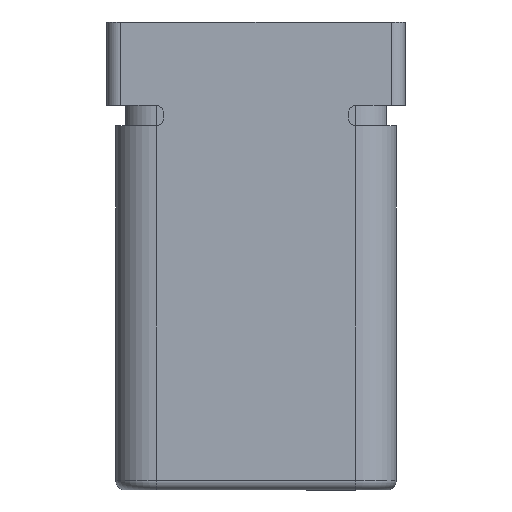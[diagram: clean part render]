
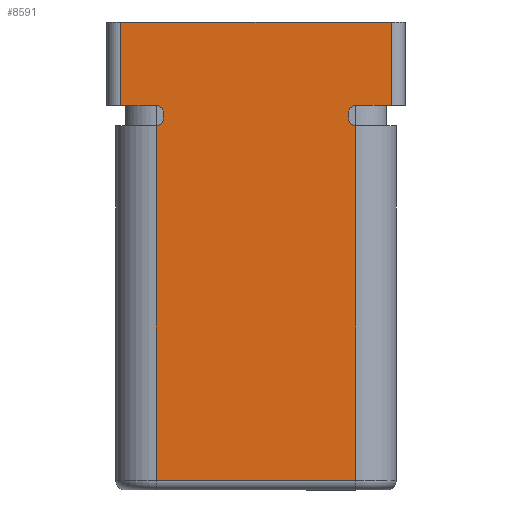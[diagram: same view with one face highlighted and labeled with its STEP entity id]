
A CAD part, top view. The second image highlights one B-rep face of the part: STEP entity #8591.
In plain terms, the highlighted planar face has unit normal (0, 0, 1).
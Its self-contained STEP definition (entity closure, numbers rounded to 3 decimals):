
#21 = LINE ( 'NONE', #4684, #4946 ) ;
#89 = AXIS2_PLACEMENT_3D ( 'NONE', #9421, #107, #10303 ) ;
#107 = DIRECTION ( 'NONE',  ( 0., 0., -1. ) ) ;
#233 = VERTEX_POINT ( 'NONE', #5775 ) ;
#242 = CARTESIAN_POINT ( 'NONE',  ( -2.925, 0., 1.2 ) ) ;
#295 = EDGE_CURVE ( 'NONE', #5705, #10360, #2657, .T. ) ;
#313 = AXIS2_PLACEMENT_3D ( 'NONE', #4012, #10474, #3078 ) ;
#323 = CARTESIAN_POINT ( 'NONE',  ( -2.725, 0., 1.2 ) ) ;
#356 = VERTEX_POINT ( 'NONE', #10846 ) ;
#386 = DIRECTION ( 'NONE',  ( 0., 1., 0. ) ) ;
#433 = EDGE_CURVE ( 'NONE', #1887, #4102, #4093, .T. ) ;
#815 = EDGE_CURVE ( 'NONE', #4392, #9917, #7281, .T. ) ;
#816 = VECTOR ( 'NONE', #2609, 1000. ) ;
#818 = DIRECTION ( 'NONE',  ( 0., -1., 0. ) ) ;
#853 = DIRECTION ( 'NONE',  ( 0., 0., -1. ) ) ;
#866 = CARTESIAN_POINT ( 'NONE',  ( 0., 0.6, 1.2 ) ) ;
#946 = CARTESIAN_POINT ( 'NONE',  ( 3.975, 0.6, 1.2 ) ) ;
#1163 = VECTOR ( 'NONE', #7297, 1000. ) ;
#1219 = LINE ( 'NONE', #2105, #6161 ) ;
#1415 = CARTESIAN_POINT ( 'NONE',  ( -2.925, -10.7, 1.2 ) ) ;
#1657 = EDGE_CURVE ( 'NONE', #11377, #356, #11923, .T. ) ;
#1675 = VERTEX_POINT ( 'NONE', #5990 ) ;
#1887 = VERTEX_POINT ( 'NONE', #2654 ) ;
#2047 = CARTESIAN_POINT ( 'NONE',  ( 3.975, 3.05, 1.2 ) ) ;
#2105 = CARTESIAN_POINT ( 'NONE',  ( 0., 0.6, 1.2 ) ) ;
#2341 = VECTOR ( 'NONE', #5165, 1000. ) ;
#2609 = DIRECTION ( 'NONE',  ( 0., 1., 0. ) ) ;
#2637 = CARTESIAN_POINT ( 'NONE',  ( -2.925, 0.6, 1.2 ) ) ;
#2654 = CARTESIAN_POINT ( 'NONE',  ( 2.725, 0.4, 1.2 ) ) ;
#2657 = CIRCLE ( 'NONE', #313, 0.2 ) ;
#3078 = DIRECTION ( 'NONE',  ( 0., 1., 0. ) ) ;
#3160 = LINE ( 'NONE', #5862, #5655 ) ;
#3255 = AXIS2_PLACEMENT_3D ( 'NONE', #6413, #853, #7329 ) ;
#3406 = ORIENTED_EDGE ( 'NONE', *, *, #4983, .T. ) ;
#3488 = ORIENTED_EDGE ( 'NONE', *, *, #6353, .T. ) ;
#3503 = CARTESIAN_POINT ( 'NONE',  ( 2.725, 0., 1.2 ) ) ;
#3597 = CARTESIAN_POINT ( 'NONE',  ( -2.925, -10.4, 1.2 ) ) ;
#3754 = LINE ( 'NONE', #10719, #8397 ) ;
#4012 = CARTESIAN_POINT ( 'NONE',  ( -2.925, 0.4, 1.2 ) ) ;
#4093 = CIRCLE ( 'NONE', #89, 0.2 ) ;
#4102 = VERTEX_POINT ( 'NONE', #9002 ) ;
#4214 = EDGE_CURVE ( 'NONE', #6079, #1887, #5752, .T. ) ;
#4392 = VERTEX_POINT ( 'NONE', #2047 ) ;
#4416 = ORIENTED_EDGE ( 'NONE', *, *, #11379, .T. ) ;
#4684 = CARTESIAN_POINT ( 'NONE',  ( 2.925, -10.7, 1.2 ) ) ;
#4707 = ORIENTED_EDGE ( 'NONE', *, *, #5354, .T. ) ;
#4711 = CARTESIAN_POINT ( 'NONE',  ( 3.975, 3.05, 1.2 ) ) ;
#4946 = VECTOR ( 'NONE', #5584, 1000. ) ;
#4983 = EDGE_CURVE ( 'NONE', #356, #1675, #21, .T. ) ;
#4987 = ORIENTED_EDGE ( 'NONE', *, *, #11229, .F. ) ;
#5000 = ORIENTED_EDGE ( 'NONE', *, *, #9423, .F. ) ;
#5031 = DIRECTION ( 'NONE',  ( 0., 0., -1. ) ) ;
#5165 = DIRECTION ( 'NONE',  ( 1., 0., 0. ) ) ;
#5335 = CARTESIAN_POINT ( 'NONE',  ( -2.725, 0.2, 1.2 ) ) ;
#5354 = EDGE_CURVE ( 'NONE', #4102, #9917, #8566, .T. ) ;
#5584 = DIRECTION ( 'NONE',  ( 0., 1., 0. ) ) ;
#5633 = CARTESIAN_POINT ( 'NONE',  ( 2.725, 0.2, 1.2 ) ) ;
#5655 = VECTOR ( 'NONE', #11393, 1000. ) ;
#5691 = CIRCLE ( 'NONE', #3255, 0.2 ) ;
#5705 = VERTEX_POINT ( 'NONE', #9078 ) ;
#5752 = LINE ( 'NONE', #3503, #816 ) ;
#5775 = CARTESIAN_POINT ( 'NONE',  ( -3.975, 3.05, 1.2 ) ) ;
#5862 = CARTESIAN_POINT ( 'NONE',  ( 0., 3.05, 1.2 ) ) ;
#5938 = DIRECTION ( 'NONE',  ( 0., -1., 0. ) ) ;
#5953 = PLANE ( 'NONE',  #8457 ) ;
#5960 = DIRECTION ( 'NONE',  ( 0., 0., 1. ) ) ;
#5990 = CARTESIAN_POINT ( 'NONE',  ( 2.925, 0., 1.2 ) ) ;
#6079 = VERTEX_POINT ( 'NONE', #5633 ) ;
#6161 = VECTOR ( 'NONE', #8597, 1000. ) ;
#6199 = EDGE_CURVE ( 'NONE', #5705, #10834, #9673, .T. ) ;
#6312 = ORIENTED_EDGE ( 'NONE', *, *, #6199, .T. ) ;
#6353 = EDGE_CURVE ( 'NONE', #233, #7197, #3754, .T. ) ;
#6413 = CARTESIAN_POINT ( 'NONE',  ( 2.925, 0.2, 1.2 ) ) ;
#6815 = ORIENTED_EDGE ( 'NONE', *, *, #815, .F. ) ;
#6818 = EDGE_CURVE ( 'NONE', #11377, #10093, #10526, .T. ) ;
#6955 = CARTESIAN_POINT ( 'NONE',  ( 2.925, -10.4, 1.2 ) ) ;
#6979 = DIRECTION ( 'NONE',  ( 0., 1., 0. ) ) ;
#7197 = VERTEX_POINT ( 'NONE', #8204 ) ;
#7281 = LINE ( 'NONE', #4711, #9713 ) ;
#7297 = DIRECTION ( 'NONE',  ( 1., 0., 0. ) ) ;
#7329 = DIRECTION ( 'NONE',  ( 0., 1., 0. ) ) ;
#7843 = CIRCLE ( 'NONE', #10544, 0.2 ) ;
#8138 = ORIENTED_EDGE ( 'NONE', *, *, #433, .T. ) ;
#8204 = CARTESIAN_POINT ( 'NONE',  ( -3.975, 0.6, 1.2 ) ) ;
#8397 = VECTOR ( 'NONE', #11656, 1000. ) ;
#8425 = ORIENTED_EDGE ( 'NONE', *, *, #10515, .F. ) ;
#8457 = AXIS2_PLACEMENT_3D ( 'NONE', #10568, #5031, #11517 ) ;
#8566 = LINE ( 'NONE', #866, #1163 ) ;
#8591 = ADVANCED_FACE ( 'NONE', ( #10790 ), #5953, .F. ) ;
#8597 = DIRECTION ( 'NONE',  ( -1., 0., 0. ) ) ;
#8895 = ORIENTED_EDGE ( 'NONE', *, *, #295, .F. ) ;
#9002 = CARTESIAN_POINT ( 'NONE',  ( 2.925, 0.6, 1.2 ) ) ;
#9035 = ORIENTED_EDGE ( 'NONE', *, *, #1657, .T. ) ;
#9078 = CARTESIAN_POINT ( 'NONE',  ( -2.725, 0.4, 1.2 ) ) ;
#9421 = CARTESIAN_POINT ( 'NONE',  ( 2.925, 0.4, 1.2 ) ) ;
#9423 = EDGE_CURVE ( 'NONE', #233, #4392, #3160, .T. ) ;
#9673 = LINE ( 'NONE', #323, #11861 ) ;
#9713 = VECTOR ( 'NONE', #818, 1000. ) ;
#9917 = VERTEX_POINT ( 'NONE', #946 ) ;
#9975 = ORIENTED_EDGE ( 'NONE', *, *, #6818, .F. ) ;
#10093 = VERTEX_POINT ( 'NONE', #242 ) ;
#10248 = VECTOR ( 'NONE', #6979, 1000. ) ;
#10303 = DIRECTION ( 'NONE',  ( 0., 1., 0. ) ) ;
#10360 = VERTEX_POINT ( 'NONE', #2637 ) ;
#10474 = DIRECTION ( 'NONE',  ( 0., 0., 1. ) ) ;
#10515 = EDGE_CURVE ( 'NONE', #10360, #7197, #1219, .T. ) ;
#10526 = LINE ( 'NONE', #1415, #10248 ) ;
#10544 = AXIS2_PLACEMENT_3D ( 'NONE', #11491, #5960, #386 ) ;
#10568 = CARTESIAN_POINT ( 'NONE',  ( -2.925, -10.7, 1.2 ) ) ;
#10590 = EDGE_LOOP ( 'NONE', ( #4987, #9975, #9035, #3406, #4416, #11194, #8138, #4707, #6815, #5000, #3488, #8425, #8895, #6312 ) ) ;
#10719 = CARTESIAN_POINT ( 'NONE',  ( -3.975, 3.05, 1.2 ) ) ;
#10790 = FACE_OUTER_BOUND ( 'NONE', #10590, .T. ) ;
#10834 = VERTEX_POINT ( 'NONE', #5335 ) ;
#10846 = CARTESIAN_POINT ( 'NONE',  ( 2.925, -10.4, 1.2 ) ) ;
#11194 = ORIENTED_EDGE ( 'NONE', *, *, #4214, .T. ) ;
#11229 = EDGE_CURVE ( 'NONE', #10093, #10834, #7843, .T. ) ;
#11377 = VERTEX_POINT ( 'NONE', #3597 ) ;
#11379 = EDGE_CURVE ( 'NONE', #1675, #6079, #5691, .T. ) ;
#11393 = DIRECTION ( 'NONE',  ( 1., 0., 0. ) ) ;
#11491 = CARTESIAN_POINT ( 'NONE',  ( -2.925, 0.2, 1.2 ) ) ;
#11517 = DIRECTION ( 'NONE',  ( 0., 1., 0. ) ) ;
#11656 = DIRECTION ( 'NONE',  ( 0., -1., 0. ) ) ;
#11861 = VECTOR ( 'NONE', #5938, 1000. ) ;
#11923 = LINE ( 'NONE', #6955, #2341 ) ;
